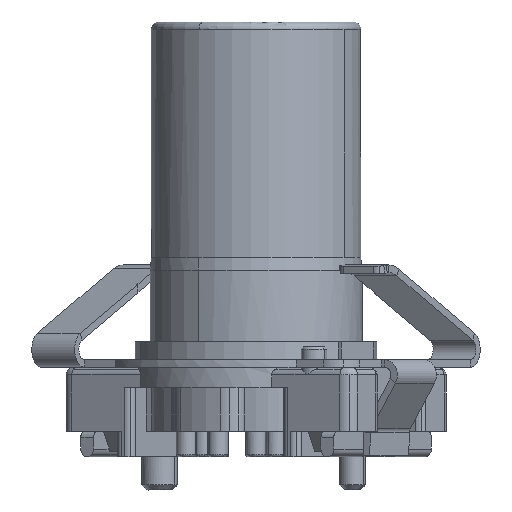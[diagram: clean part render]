
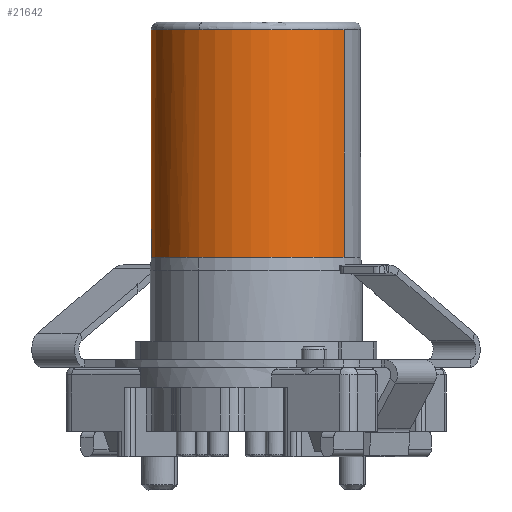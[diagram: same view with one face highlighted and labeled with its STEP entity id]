
A CAD part, front view. The second image highlights one B-rep face of the part: STEP entity #21642.
In plain terms, the highlighted cylindrical face has radius 4.1 mm (diameter 8.2 mm), a partial arc.
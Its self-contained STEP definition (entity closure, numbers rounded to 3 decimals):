
#17875=AXIS2_PLACEMENT_3D('Circle Axis2P3D',#17873,#17874,$) ;
#17894=AXIS2_PLACEMENT_3D('Circle Axis2P3D',#17892,#17893,$) ;
#21617=AXIS2_PLACEMENT_3D('Cylinder Axis2P3D',#21614,#21615,#21616) ;
#21631=AXIS2_PLACEMENT_3D('Circle Axis2P3D',#21629,#21630,$) ;
#17854=CARTESIAN_POINT('Vertex',(6.567,3.261,18.)) ;
#17870=CARTESIAN_POINT('Vertex',(5.361,8.933,18.)) ;
#17873=CARTESIAN_POINT('Axis2P3D Location',(8.8,6.7,18.)) ;
#17892=CARTESIAN_POINT('Axis2P3D Location',(8.8,6.7,18.)) ;
#17896=CARTESIAN_POINT('Vertex',(12.239,4.467,18.)) ;
#21568=CARTESIAN_POINT('Line Origine',(5.361,8.933,5.8)) ;
#21572=CARTESIAN_POINT('Vertex',(5.361,8.933,9.1)) ;
#21580=CARTESIAN_POINT('Line Origine',(12.239,4.467,5.8)) ;
#21584=CARTESIAN_POINT('Vertex',(12.239,4.467,9.1)) ;
#21614=CARTESIAN_POINT('Axis2P3D Location',(8.8,6.7,5.8)) ;
#21620=CARTESIAN_POINT('Control Point',(5.361,8.933,9.1)) ;
#21621=CARTESIAN_POINT('Control Point',(4.66,7.853,9.1)) ;
#21622=CARTESIAN_POINT('Control Point',(4.381,6.497,9.1)) ;
#21623=CARTESIAN_POINT('Control Point',(4.68,5.088,9.1)) ;
#21624=CARTESIAN_POINT('Control Point',(5.487,3.963,9.1)) ;
#21625=CARTESIAN_POINT('Control Point',(6.567,3.261,9.1)) ;
#21626=CARTESIAN_POINT('Vertex',(6.567,3.261,9.1)) ;
#21629=CARTESIAN_POINT('Axis2P3D Location',(8.8,6.7,9.1)) ;
#17874=DIRECTION('Axis2P3D Direction',(0.,0.,-1.)) ;
#17893=DIRECTION('Axis2P3D Direction',(0.,0.,-1.)) ;
#21569=DIRECTION('Vector Direction',(0.,0.,1.)) ;
#21581=DIRECTION('Vector Direction',(0.,0.,1.)) ;
#21615=DIRECTION('Axis2P3D Direction',(0.,0.,1.)) ;
#21616=DIRECTION('Axis2P3D XDirection',(-0.839,0.545,0.)) ;
#21630=DIRECTION('Axis2P3D Direction',(0.,0.,1.)) ;
#21570=VECTOR('Line Direction',#21569,1.) ;
#21582=VECTOR('Line Direction',#21581,1.) ;
#21635=ORIENTED_EDGE('',*,*,#21586,.F.) ;
#21636=ORIENTED_EDGE('',*,*,#17898,.F.) ;
#21637=ORIENTED_EDGE('',*,*,#17877,.F.) ;
#21638=ORIENTED_EDGE('',*,*,#21574,.F.) ;
#21639=ORIENTED_EDGE('',*,*,#21628,.T.) ;
#21640=ORIENTED_EDGE('',*,*,#21633,.T.) ;
#21642=ADVANCED_FACE('Hauptk\X2\00F6\X0\rper',(#21641),#21618,.T.) ;
#21619=B_SPLINE_CURVE_WITH_KNOTS('',5,(#21620,#21621,#21622,#21623,#21624,#21625),.UNSPECIFIED.,.F.,.U.,(6,6),(-3.22,3.22),.UNSPECIFIED.) ;
#17876=CIRCLE('generated circle',#17875,4.1) ;
#17895=CIRCLE('generated circle',#17894,4.1) ;
#21632=CIRCLE('generated circle',#21631,4.1) ;
#21618=CYLINDRICAL_SURFACE('generated cylinder',#21617,4.1) ;
#17877=EDGE_CURVE('',#17871,#17855,#17876,.F.) ;
#17898=EDGE_CURVE('',#17855,#17897,#17895,.F.) ;
#21574=EDGE_CURVE('',#21573,#17871,#21571,.T.) ;
#21586=EDGE_CURVE('',#17897,#21585,#21583,.F.) ;
#21628=EDGE_CURVE('',#21573,#21627,#21619,.T.) ;
#21633=EDGE_CURVE('',#21627,#21585,#21632,.T.) ;
#21634=EDGE_LOOP('',(#21635,#21636,#21637,#21638,#21639,#21640)) ;
#21641=FACE_OUTER_BOUND('',#21634,.T.) ;
#21571=LINE('Line',#21568,#21570) ;
#21583=LINE('Line',#21580,#21582) ;
#17855=VERTEX_POINT('',#17854) ;
#17871=VERTEX_POINT('',#17870) ;
#17897=VERTEX_POINT('',#17896) ;
#21573=VERTEX_POINT('',#21572) ;
#21585=VERTEX_POINT('',#21584) ;
#21627=VERTEX_POINT('',#21626) ;
